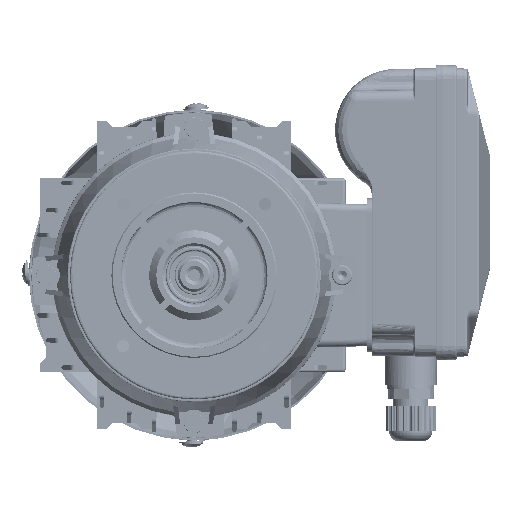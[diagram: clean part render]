
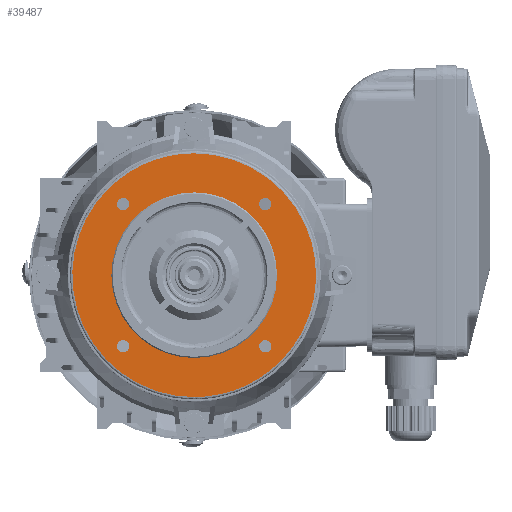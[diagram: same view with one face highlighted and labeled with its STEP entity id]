
A CAD part, front view. The second image highlights one B-rep face of the part: STEP entity #39487.
In plain terms, the highlighted planar face has unit normal (0, -1, 0).
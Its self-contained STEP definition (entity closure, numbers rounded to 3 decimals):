
#2165 = VERTEX_POINT ( 'NONE', #69735 ) ;
#2671 = VERTEX_POINT ( 'NONE', #13268 ) ;
#3210 = CIRCLE ( 'NONE', #39977, 2.6 ) ;
#4002 = DIRECTION ( 'NONE',  ( 0., 1., 0. ) ) ;
#4178 = FACE_BOUND ( 'NONE', #186166, .T. ) ;
#10054 = DIRECTION ( 'NONE',  ( 0., 0., 1. ) ) ;
#10529 = ORIENTED_EDGE ( 'NONE', *, *, #147040, .T. ) ;
#11848 = DIRECTION ( 'NONE',  ( 0., 1., 0. ) ) ;
#11969 = CARTESIAN_POINT ( 'NONE',  ( -103., -31., -51.5 ) ) ;
#13268 = CARTESIAN_POINT ( 'NONE',  ( 30.052, -31., -27.452 ) ) ;
#13444 = ORIENTED_EDGE ( 'NONE', *, *, #119154, .T. ) ;
#14389 = DIRECTION ( 'NONE',  ( 0., 0., 1. ) ) ;
#17930 = CARTESIAN_POINT ( 'NONE',  ( 0., -31., 0. ) ) ;
#21023 = EDGE_LOOP ( 'NONE', ( #150502, #128978 ) ) ;
#21114 = CARTESIAN_POINT ( 'NONE',  ( 0., -31., -51.5 ) ) ;
#25775 = ORIENTED_EDGE ( 'NONE', *, *, #56199, .F. ) ;
#26408 = DIRECTION ( 'NONE',  ( 0., 1., 0. ) ) ;
#26670 = DIRECTION ( 'NONE',  ( 0., 0., 1. ) ) ;
#27322 = CIRCLE ( 'NONE', #55434, 2.6 ) ;
#31022 = EDGE_CURVE ( 'NONE', #94143, #61799, #179363, .T. ) ;
#34106 = AXIS2_PLACEMENT_3D ( 'NONE', #128334, #186331, #10054 ) ;
#35569 = CIRCLE ( 'NONE', #114278, 2.6 ) ;
#37880 = PLANE ( 'NONE',  #34106 ) ;
#39215 = CARTESIAN_POINT ( 'NONE',  ( 0., -31., 51.5 ) ) ;
#39487 = ADVANCED_FACE ( 'NONE', ( #50338, #182037, #82780, #119687, #188855, #4178 ), #37880, .F. ) ;
#39529 = EDGE_CURVE ( 'NONE', #99159, #114691, #187376, .T. ) ;
#39977 = AXIS2_PLACEMENT_3D ( 'NONE', #69714, #26408, #172929 ) ;
#41578 = CARTESIAN_POINT ( 'NONE',  ( -30.052, -31., 30.052 ) ) ;
#42945 = AXIS2_PLACEMENT_3D ( 'NONE', #172590, #11848, #26670 ) ;
#43436 = CARTESIAN_POINT ( 'NONE',  ( 30.052, -31., 27.452 ) ) ;
#45633 = EDGE_CURVE ( 'NONE', #128104, #2165, #165267, .T. ) ;
#45903 = EDGE_CURVE ( 'NONE', #147634, #173511, #135180, .T. ) ;
#45977 = CIRCLE ( 'NONE', #135471, 35. ) ;
#47395 = AXIS2_PLACEMENT_3D ( 'NONE', #87991, #191238, #14389 ) ;
#48053 = CARTESIAN_POINT ( 'NONE',  ( 30.052, -31., 30.052 ) ) ;
#48586 = AXIS2_PLACEMENT_3D ( 'NONE', #71235, #160987, #102881 ) ;
#48593 = DIRECTION ( 'NONE',  ( 0., 0., 1. ) ) ;
#50338 = FACE_BOUND ( 'NONE', #21023, .T. ) ;
#55434 = AXIS2_PLACEMENT_3D ( 'NONE', #91109, #181495, #166650 ) ;
#55583 = EDGE_CURVE ( 'NONE', #2671, #119850, #182049, .T. ) ;
#56199 = EDGE_CURVE ( 'NONE', #2165, #128104, #45977, .T. ) ;
#61799 = VERTEX_POINT ( 'NONE', #143973 ) ;
#64147 = CARTESIAN_POINT ( 'NONE',  ( -30.052, -31., 32.652 ) ) ;
#69714 = CARTESIAN_POINT ( 'NONE',  ( -30.052, -31., -30.052 ) ) ;
#69735 = CARTESIAN_POINT ( 'NONE',  ( 0., -31., -35. ) ) ;
#71044 = ORIENTED_EDGE ( 'NONE', *, *, #45633, .F. ) ;
#71235 = CARTESIAN_POINT ( 'NONE',  ( 0., -31., 0. ) ) ;
#72674 = ORIENTED_EDGE ( 'NONE', *, *, #39529, .F. ) ;
#73096 = EDGE_LOOP ( 'NONE', ( #160165, #116729 ) ) ;
#74133 = ORIENTED_EDGE ( 'NONE', *, *, #151008, .T. ) ;
#74971 = CIRCLE ( 'NONE', #166624, 2.6 ) ;
#82780 = FACE_BOUND ( 'NONE', #98857, .T. ) ;
#83176 = AXIS2_PLACEMENT_3D ( 'NONE', #48053, #93203, #92544 ) ;
#84365 = CARTESIAN_POINT ( 'NONE',  ( 0., -31., -51.5 ) ) ;
#86129 = DIRECTION ( 'NONE',  ( 0., 1., 0. ) ) ;
#86768 = CARTESIAN_POINT ( 'NONE',  ( -30.052, -31., 27.452 ) ) ;
#87991 = CARTESIAN_POINT ( 'NONE',  ( 30.052, -31., -30.052 ) ) ;
#91109 = CARTESIAN_POINT ( 'NONE',  ( -30.052, -31., 30.052 ) ) ;
#91736 = EDGE_CURVE ( 'NONE', #119850, #2671, #35569, .T. ) ;
#92423 = CARTESIAN_POINT ( 'NONE',  ( -30.052, -31., -30.052 ) ) ;
#92544 = DIRECTION ( 'NONE',  ( 0., 0., 1. ) ) ;
#93203 = DIRECTION ( 'NONE',  ( 0., 1., 0. ) ) ;
#94143 = VERTEX_POINT ( 'NONE', #43436 ) ;
#98857 = EDGE_LOOP ( 'NONE', ( #10529, #13444 ) ) ;
#99062 = DIRECTION ( 'NONE',  ( 0., 1., 0. ) ) ;
#99159 = VERTEX_POINT ( 'NONE', #21114 ) ;
#99916 = ORIENTED_EDGE ( 'NONE', *, *, #190597, .F. ) ;
#102881 = DIRECTION ( 'NONE',  ( 0., 0., -1. ) ) ;
#105607 = EDGE_LOOP ( 'NONE', ( #72674, #99916 ) ) ;
#114278 = AXIS2_PLACEMENT_3D ( 'NONE', #159708, #86129, #158013 ) ;
#114691 = VERTEX_POINT ( 'NONE', #122853 ) ;
#115220 = DIRECTION ( 'NONE',  ( 0., 0., 1. ) ) ;
#116060 = CARTESIAN_POINT ( 'NONE',  ( 0., -31., 35. ) ) ;
#116729 = ORIENTED_EDGE ( 'NONE', *, *, #165459, .T. ) ;
#119154 = EDGE_CURVE ( 'NONE', #120476, #127449, #74971, .T. ) ;
#119687 = FACE_BOUND ( 'NONE', #73096, .T. ) ;
#119850 = VERTEX_POINT ( 'NONE', #124021 ) ;
#119872 = CIRCLE ( 'NONE', #83176, 2.6 ) ;
#120476 = VERTEX_POINT ( 'NONE', #86768 ) ;
#122853 = CARTESIAN_POINT ( 'NONE',  ( 0., -31., 51.5 ) ) ;
#124021 = CARTESIAN_POINT ( 'NONE',  ( 30.052, -31., -32.652 ) ) ;
#124136 = CARTESIAN_POINT ( 'NONE',  ( -30.052, -31., -32.652 ) ) ;
#126446 = CARTESIAN_POINT ( 'NONE',  ( -30.052, -31., -27.452 ) ) ;
#127325 =( BOUNDED_CURVE ( )  B_SPLINE_CURVE ( 3, ( #39215, #159858, #159218, #84365 ),
 .UNSPECIFIED., .F., .F. ) 
 B_SPLINE_CURVE_WITH_KNOTS ( ( 4, 4 ),
 ( 0.5, 1. ),
 .UNSPECIFIED. ) 
 CURVE ( )  GEOMETRIC_REPRESENTATION_ITEM ( )  RATIONAL_B_SPLINE_CURVE ( ( 1., 0.333, 0.333, 1. ) ) 
 REPRESENTATION_ITEM ( '' )  );
#127449 = VERTEX_POINT ( 'NONE', #64147 ) ;
#128104 = VERTEX_POINT ( 'NONE', #116060 ) ;
#128334 = CARTESIAN_POINT ( 'NONE',  ( -51.5, -31., 0. ) ) ;
#128978 = ORIENTED_EDGE ( 'NONE', *, *, #91736, .T. ) ;
#130201 = CARTESIAN_POINT ( 'NONE',  ( -103., -31., 51.5 ) ) ;
#135180 = CIRCLE ( 'NONE', #163610, 2.6 ) ;
#135471 = AXIS2_PLACEMENT_3D ( 'NONE', #17930, #151525, #166368 ) ;
#138426 = ORIENTED_EDGE ( 'NONE', *, *, #31022, .T. ) ;
#143973 = CARTESIAN_POINT ( 'NONE',  ( 30.052, -31., 32.652 ) ) ;
#147040 = EDGE_CURVE ( 'NONE', #127449, #120476, #27322, .T. ) ;
#147634 = VERTEX_POINT ( 'NONE', #126446 ) ;
#150502 = ORIENTED_EDGE ( 'NONE', *, *, #55583, .T. ) ;
#151008 = EDGE_CURVE ( 'NONE', #61799, #94143, #119872, .T. ) ;
#151525 = DIRECTION ( 'NONE',  ( 0., -1., 0. ) ) ;
#158013 = DIRECTION ( 'NONE',  ( 0., 0., 1. ) ) ;
#159218 = CARTESIAN_POINT ( 'NONE',  ( 103., -31., -51.5 ) ) ;
#159708 = CARTESIAN_POINT ( 'NONE',  ( 30.052, -31., -30.052 ) ) ;
#159858 = CARTESIAN_POINT ( 'NONE',  ( 103., -31., 51.5 ) ) ;
#160165 = ORIENTED_EDGE ( 'NONE', *, *, #45903, .T. ) ;
#160987 = DIRECTION ( 'NONE',  ( 0., -1., 0. ) ) ;
#163610 = AXIS2_PLACEMENT_3D ( 'NONE', #92423, #4002, #48593 ) ;
#165267 = CIRCLE ( 'NONE', #48586, 35. ) ;
#165459 = EDGE_CURVE ( 'NONE', #173511, #147634, #3210, .T. ) ;
#166368 = DIRECTION ( 'NONE',  ( 0., 0., -1. ) ) ;
#166624 = AXIS2_PLACEMENT_3D ( 'NONE', #41578, #99062, #115220 ) ;
#166650 = DIRECTION ( 'NONE',  ( 0., 0., 1. ) ) ;
#172590 = CARTESIAN_POINT ( 'NONE',  ( 30.052, -31., 30.052 ) ) ;
#172929 = DIRECTION ( 'NONE',  ( 0., 0., 1. ) ) ;
#173511 = VERTEX_POINT ( 'NONE', #124136 ) ;
#179363 = CIRCLE ( 'NONE', #42945, 2.6 ) ;
#181495 = DIRECTION ( 'NONE',  ( 0., 1., 0. ) ) ;
#182037 = FACE_BOUND ( 'NONE', #189743, .T. ) ;
#182049 = CIRCLE ( 'NONE', #47395, 2.6 ) ;
#186166 = EDGE_LOOP ( 'NONE', ( #25775, #71044 ) ) ;
#186331 = DIRECTION ( 'NONE',  ( 0., 1., 0. ) ) ;
#187376 =( BOUNDED_CURVE ( )  B_SPLINE_CURVE ( 3, ( #188810, #11969, #130201, #188191 ),
 .UNSPECIFIED., .F., .F. ) 
 B_SPLINE_CURVE_WITH_KNOTS ( ( 4, 4 ),
 ( 0., 0.5 ),
 .UNSPECIFIED. ) 
 CURVE ( )  GEOMETRIC_REPRESENTATION_ITEM ( )  RATIONAL_B_SPLINE_CURVE ( ( 1., 0.333, 0.333, 1. ) ) 
 REPRESENTATION_ITEM ( '' )  );
#188191 = CARTESIAN_POINT ( 'NONE',  ( 0., -31., 51.5 ) ) ;
#188810 = CARTESIAN_POINT ( 'NONE',  ( 0., -31., -51.5 ) ) ;
#188855 = FACE_OUTER_BOUND ( 'NONE', #105607, .T. ) ;
#189743 = EDGE_LOOP ( 'NONE', ( #74133, #138426 ) ) ;
#190597 = EDGE_CURVE ( 'NONE', #114691, #99159, #127325, .T. ) ;
#191238 = DIRECTION ( 'NONE',  ( 0., 1., 0. ) ) ;
